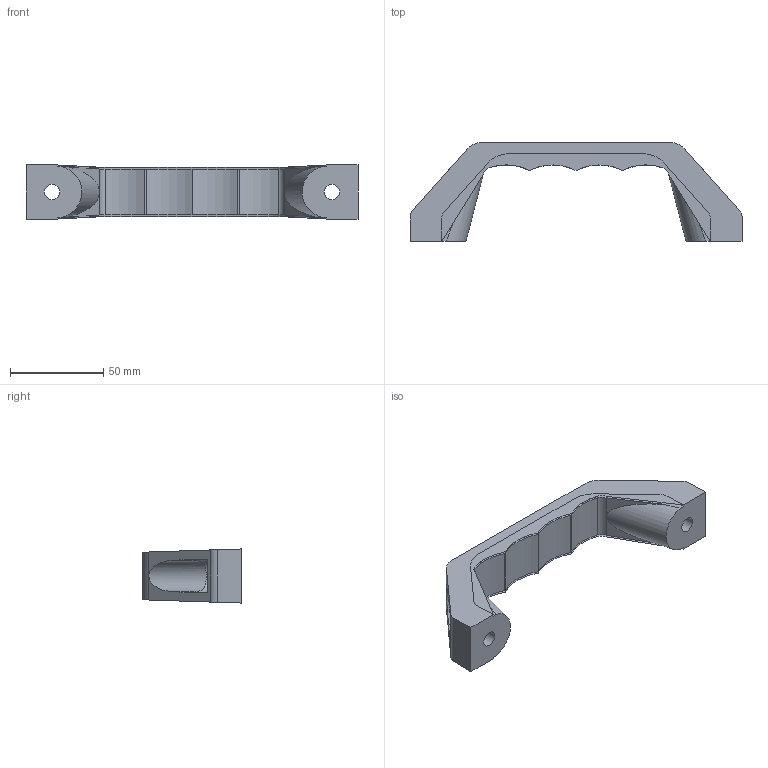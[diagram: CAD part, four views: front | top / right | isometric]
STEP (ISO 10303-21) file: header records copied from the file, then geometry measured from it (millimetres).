
FILE_DESCRIPTION( ( 'STEP AP214' ), '1' );
FILE_NAME( 'K0171.515008.stp', '2020-11-26T10:51:03', ( '' ), ( '' ), ' ', 'PARTsolutions', ' ' );
FILE_SCHEMA( ( 'AUTOMOTIVE_DESIGN { 1 0 10303 214 1 1 1 1 }' ) );
Length unit declared in the file: millimetre
Products named in the file (1): _K0171.515008
Bounding box: 178 x 53 x 29 mm (x, y, z)
Volume: 83077.5 mm3; surface area: 26351.1 mm2
Topology: 1 solids, 1 shells, 90 faces, 241 edges, 158 vertices
Faces by surface type: cylinder 48, plane 42
Full cylindrical faces by diameter (mm): 8.3 x2, 16 x2
Entity records: 3715 total; most frequent: CARTESIAN_POINT 636, DIRECTION 521, ORIENTED_EDGE 474, EDGE_CURVE 237, AXIS2_PLACEMENT_3D 195, VERTEX_POINT 158, LINE 131, VECTOR 131
